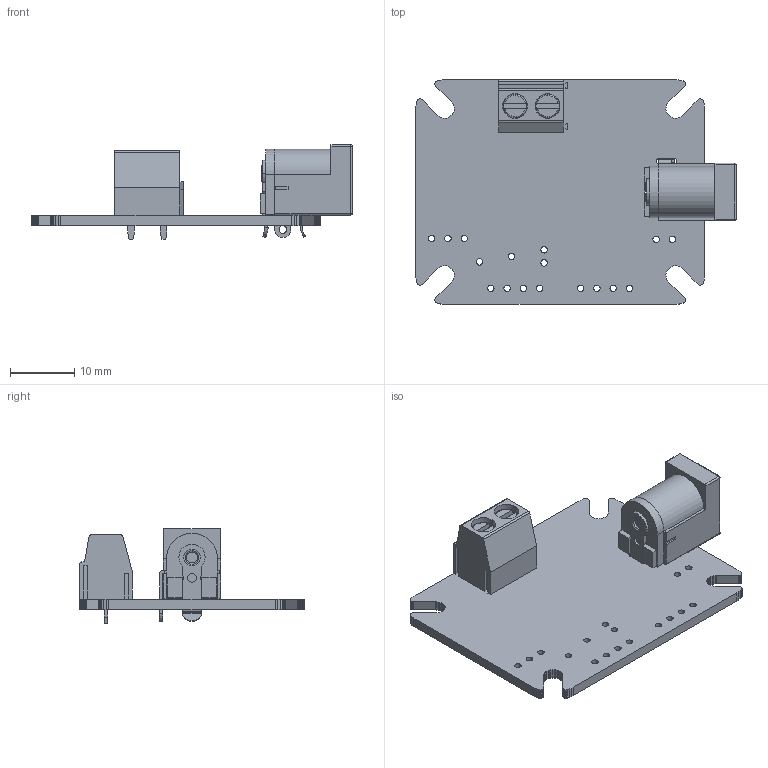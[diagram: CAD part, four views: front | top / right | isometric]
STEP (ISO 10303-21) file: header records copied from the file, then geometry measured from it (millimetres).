
FILE_DESCRIPTION(('KiCad electronic assembly'),'2;1');
FILE_NAME('pic16-pump-controller.step','2023-03-04T14:17:09',('Pcbnew'), ('Kicad'),'Open CASCADE STEP processor 7.6','KiCad to STEP converter', 'Unknown');
FILE_SCHEMA(('AUTOMOTIVE_DESIGN { 1 0 10303 214 1 1 1 1 }'));
Length unit declared in the file: millimetre
Products named in the file (6): pic16-pump-controller 1; CUI_DEVICES_TB006-508-02BE; COMPOUND; DCJ200-10-A-K1-K--3DModel-STEP-56544; PCB
Assembly tree (5 placements, depth 3):
  pic16-pump-controller 1
    CUI_DEVICES_TB006-508-02BE
      COMPOUND
    DCJ200-10-A-K1-K--3DModel-STEP-56544
      COMPOUND
    PCB
Bounding box: 49.94 x 35 x 14.8 mm (x, y, z)
Volume: 3930.8 mm3; surface area: 5442.7 mm2
Topology: 9 solids, 11 shells, 527 faces, 1443 edges, 946 vertices
Faces by surface type: plane 401, cylinder 92, bspline 16, cone 10, sphere 6, torus 2
Full cylindrical faces by diameter (mm): 0.991 x3, 1 x14, 1.52 x2
Entity records: 38542 total; most frequent: CARTESIAN_POINT 9600, DIRECTION 5302, LINE 3747, VECTOR 3747, ORIENTED_EDGE 2874, PCURVE 2874, DEFINITIONAL_REPRESENTATION 2874, EDGE_CURVE 1437
